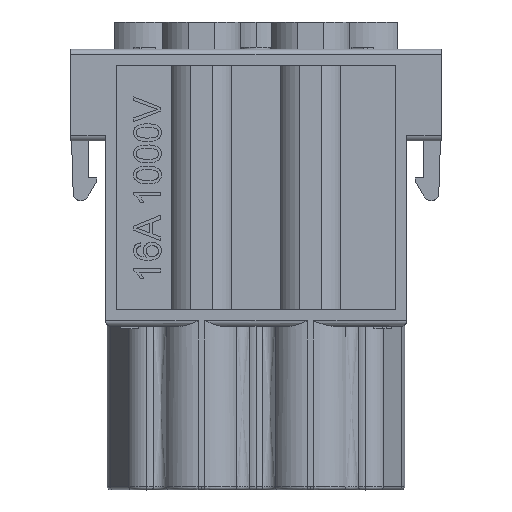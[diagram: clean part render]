
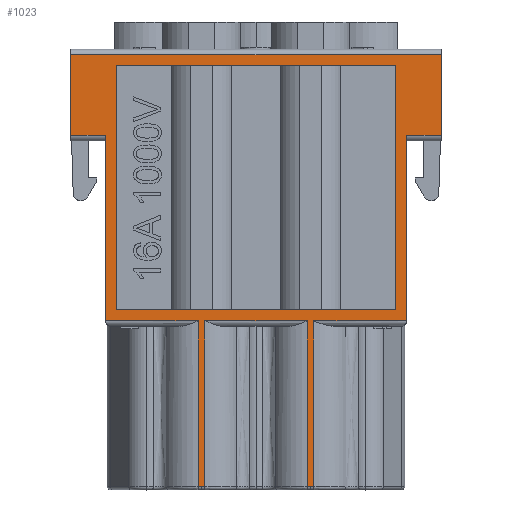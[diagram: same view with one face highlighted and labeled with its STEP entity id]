
A CAD part, left-side view. The second image highlights one B-rep face of the part: STEP entity #1023.
In plain terms, the highlighted planar face has unit normal (-1, 0, 0).
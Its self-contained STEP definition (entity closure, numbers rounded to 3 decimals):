
#232=FACE_BOUND('',#2284,.T.);
#233=FACE_BOUND('',#2285,.T.);
#656=PLANE('',#10392);
#1023=ADVANCED_FACE('',(#232,#233),#656,.F.);
#2284=EDGE_LOOP('',(#5190,#5191,#5192,#5193));
#2285=EDGE_LOOP('',(#5194,#5195,#5196,#5197,#5198,#5199,#5200,#5201,#5202,
#5203,#5204,#5205,#5206,#5207,#5208,#5209,#5210,#5211));
#3019=LINE('',#14941,#3886);
#3020=LINE('',#14943,#3887);
#3021=LINE('',#14946,#3888);
#3022=LINE('',#14948,#3889);
#3023=LINE('',#14950,#3890);
#3024=LINE('',#14951,#3891);
#3025=LINE('',#14954,#3892);
#3026=LINE('',#14956,#3893);
#3027=LINE('',#14958,#3894);
#3028=LINE('',#14960,#3895);
#3029=LINE('',#14962,#3896);
#3030=LINE('',#14964,#3897);
#3031=LINE('',#14966,#3898);
#3032=LINE('',#14968,#3899);
#3033=LINE('',#14970,#3900);
#3034=LINE('',#14972,#3901);
#3035=LINE('',#14974,#3902);
#3036=LINE('',#14976,#3903);
#3037=LINE('',#14978,#3904);
#3038=LINE('',#14980,#3905);
#3039=LINE('',#14982,#3906);
#3040=LINE('',#14983,#3907);
#3886=VECTOR('',#11625,1.);
#3887=VECTOR('',#11628,1.);
#3888=VECTOR('',#11629,1.);
#3889=VECTOR('',#11630,1.);
#3890=VECTOR('',#11631,1.);
#3891=VECTOR('',#11632,1.);
#3892=VECTOR('',#11633,1.);
#3893=VECTOR('',#11634,1.);
#3894=VECTOR('',#11635,1.);
#3895=VECTOR('',#11636,1.);
#3896=VECTOR('',#11637,1.);
#3897=VECTOR('',#11638,1.);
#3898=VECTOR('',#11639,1.);
#3899=VECTOR('',#11640,1.);
#3900=VECTOR('',#11641,1.);
#3901=VECTOR('',#11642,1.);
#3902=VECTOR('',#11643,1.);
#3903=VECTOR('',#11644,1.);
#3904=VECTOR('',#11645,1.);
#3905=VECTOR('',#11646,1.);
#3906=VECTOR('',#11647,1.);
#3907=VECTOR('',#11648,1.);
#5190=ORIENTED_EDGE('',*,*,#8857,.F.);
#5191=ORIENTED_EDGE('',*,*,#8858,.F.);
#5192=ORIENTED_EDGE('',*,*,#8859,.F.);
#5193=ORIENTED_EDGE('',*,*,#8860,.F.);
#5194=ORIENTED_EDGE('',*,*,#8861,.F.);
#5195=ORIENTED_EDGE('',*,*,#8862,.F.);
#5196=ORIENTED_EDGE('',*,*,#8863,.F.);
#5197=ORIENTED_EDGE('',*,*,#8864,.F.);
#5198=ORIENTED_EDGE('',*,*,#8865,.F.);
#5199=ORIENTED_EDGE('',*,*,#8866,.F.);
#5200=ORIENTED_EDGE('',*,*,#8867,.F.);
#5201=ORIENTED_EDGE('',*,*,#8868,.F.);
#5202=ORIENTED_EDGE('',*,*,#8869,.F.);
#5203=ORIENTED_EDGE('',*,*,#8870,.F.);
#5204=ORIENTED_EDGE('',*,*,#8871,.F.);
#5205=ORIENTED_EDGE('',*,*,#8872,.F.);
#5206=ORIENTED_EDGE('',*,*,#8873,.F.);
#5207=ORIENTED_EDGE('',*,*,#8874,.F.);
#5208=ORIENTED_EDGE('',*,*,#8875,.F.);
#5209=ORIENTED_EDGE('',*,*,#8876,.F.);
#5210=ORIENTED_EDGE('',*,*,#8856,.F.);
#5211=ORIENTED_EDGE('',*,*,#8877,.F.);
#7824=VERTEX_POINT('',#14938);
#7825=VERTEX_POINT('',#14940);
#7826=VERTEX_POINT('',#14944);
#7827=VERTEX_POINT('',#14945);
#7828=VERTEX_POINT('',#14947);
#7829=VERTEX_POINT('',#14949);
#7830=VERTEX_POINT('',#14952);
#7831=VERTEX_POINT('',#14953);
#7832=VERTEX_POINT('',#14955);
#7833=VERTEX_POINT('',#14957);
#7834=VERTEX_POINT('',#14959);
#7835=VERTEX_POINT('',#14961);
#7836=VERTEX_POINT('',#14963);
#7837=VERTEX_POINT('',#14965);
#7838=VERTEX_POINT('',#14967);
#7839=VERTEX_POINT('',#14969);
#7840=VERTEX_POINT('',#14971);
#7841=VERTEX_POINT('',#14973);
#7842=VERTEX_POINT('',#14975);
#7843=VERTEX_POINT('',#14977);
#7844=VERTEX_POINT('',#14979);
#7845=VERTEX_POINT('',#14981);
#8856=EDGE_CURVE('',#7825,#7824,#3019,.T.);
#8857=EDGE_CURVE('',#7826,#7827,#3020,.T.);
#8858=EDGE_CURVE('',#7828,#7826,#3021,.T.);
#8859=EDGE_CURVE('',#7829,#7828,#3022,.T.);
#8860=EDGE_CURVE('',#7827,#7829,#3023,.T.);
#8861=EDGE_CURVE('',#7830,#7831,#3024,.T.);
#8862=EDGE_CURVE('',#7832,#7830,#3025,.T.);
#8863=EDGE_CURVE('',#7833,#7832,#3026,.T.);
#8864=EDGE_CURVE('',#7834,#7833,#3027,.T.);
#8865=EDGE_CURVE('',#7835,#7834,#3028,.T.);
#8866=EDGE_CURVE('',#7836,#7835,#3029,.T.);
#8867=EDGE_CURVE('',#7837,#7836,#3030,.T.);
#8868=EDGE_CURVE('',#7838,#7837,#3031,.T.);
#8869=EDGE_CURVE('',#7839,#7838,#3032,.T.);
#8870=EDGE_CURVE('',#7840,#7839,#3033,.T.);
#8871=EDGE_CURVE('',#7841,#7840,#3034,.T.);
#8872=EDGE_CURVE('',#7842,#7841,#3035,.T.);
#8873=EDGE_CURVE('',#7843,#7842,#3036,.T.);
#8874=EDGE_CURVE('',#7844,#7843,#3037,.T.);
#8875=EDGE_CURVE('',#7845,#7844,#3038,.T.);
#8876=EDGE_CURVE('',#7824,#7845,#3039,.T.);
#8877=EDGE_CURVE('',#7831,#7825,#3040,.T.);
#10392=AXIS2_PLACEMENT_3D('',#14984,#11649,#11650);
#11625=DIRECTION('',(0.,1.,0.));
#11628=DIRECTION('',(0.,0.,1.));
#11629=DIRECTION('',(0.,-1.,0.));
#11630=DIRECTION('',(0.,0.,-1.));
#11631=DIRECTION('',(0.,1.,0.));
#11632=DIRECTION('',(0.,0.,-1.));
#11633=DIRECTION('',(0.,1.,0.));
#11634=DIRECTION('',(0.,0.,1.));
#11635=DIRECTION('',(0.,1.,0.));
#11636=DIRECTION('',(0.,1.,0.));
#11637=DIRECTION('',(0.,0.,-1.));
#11638=DIRECTION('',(0.,1.,0.));
#11639=DIRECTION('',(0.,0.,-1.));
#11640=DIRECTION('',(0.,1.,0.));
#11641=DIRECTION('',(0.,0.,-1.));
#11642=DIRECTION('',(0.,-1.,0.));
#11643=DIRECTION('',(0.,0.,1.));
#11644=DIRECTION('',(0.,1.,0.));
#11645=DIRECTION('',(0.,0.,1.));
#11646=DIRECTION('',(0.,1.,0.));
#11647=DIRECTION('',(0.,0.,1.));
#11648=DIRECTION('',(0.,1.,0.));
#11649=DIRECTION('',(1.,0.,0.));
#11650=DIRECTION('',(0.,-1.,0.));
#14938=CARTESIAN_POINT('',(-5.7,5.3,-14.7));
#14940=CARTESIAN_POINT('',(-5.7,5.,-14.7));
#14941=CARTESIAN_POINT('',(-5.7,5.,-14.7));
#14943=CARTESIAN_POINT('',(-5.7,-12.8,1.5));
#14944=CARTESIAN_POINT('',(-5.7,-12.8,1.5));
#14945=CARTESIAN_POINT('',(-5.7,-12.8,23.9));
#14946=CARTESIAN_POINT('',(-5.7,12.8,1.5));
#14947=CARTESIAN_POINT('',(-5.7,12.8,1.5));
#14948=CARTESIAN_POINT('',(-5.7,12.8,23.9));
#14949=CARTESIAN_POINT('',(-5.7,12.8,23.9));
#14950=CARTESIAN_POINT('',(-5.7,-12.8,23.9));
#14951=CARTESIAN_POINT('',(-5.7,4.7,0.5));
#14952=CARTESIAN_POINT('',(-5.7,4.7,0.5));
#14953=CARTESIAN_POINT('',(-5.7,4.7,-14.7));
#14954=CARTESIAN_POINT('',(-5.7,-4.7,0.5));
#14955=CARTESIAN_POINT('',(-5.7,-4.7,0.5));
#14956=CARTESIAN_POINT('',(-5.7,-4.7,-14.7));
#14957=CARTESIAN_POINT('',(-5.7,-4.7,-14.7));
#14958=CARTESIAN_POINT('',(-5.7,-5.,-14.7));
#14959=CARTESIAN_POINT('',(-5.7,-5.,-14.7));
#14960=CARTESIAN_POINT('',(-5.7,-5.3,-14.7));
#14961=CARTESIAN_POINT('',(-5.7,-5.3,-14.7));
#14962=CARTESIAN_POINT('',(-5.7,-5.3,0.5));
#14963=CARTESIAN_POINT('',(-5.7,-5.3,0.5));
#14964=CARTESIAN_POINT('',(-5.7,-13.8,0.5));
#14965=CARTESIAN_POINT('',(-5.7,-13.8,0.5));
#14966=CARTESIAN_POINT('',(-5.7,-13.8,17.5));
#14967=CARTESIAN_POINT('',(-5.7,-13.8,17.5));
#14968=CARTESIAN_POINT('',(-5.7,-17.,17.5));
#14969=CARTESIAN_POINT('',(-5.7,-17.,17.5));
#14970=CARTESIAN_POINT('',(-5.7,-17.,24.9));
#14971=CARTESIAN_POINT('',(-5.7,-17.,24.9));
#14972=CARTESIAN_POINT('',(-5.7,0.,24.9));
#14973=CARTESIAN_POINT('',(-5.7,17.,24.9));
#14974=CARTESIAN_POINT('',(-5.7,17.,17.5));
#14975=CARTESIAN_POINT('',(-5.7,17.,17.5));
#14976=CARTESIAN_POINT('',(-5.7,13.8,17.5));
#14977=CARTESIAN_POINT('',(-5.7,13.8,17.5));
#14978=CARTESIAN_POINT('',(-5.7,13.8,0.5));
#14979=CARTESIAN_POINT('',(-5.7,13.8,0.5));
#14980=CARTESIAN_POINT('',(-5.7,5.3,0.5));
#14981=CARTESIAN_POINT('',(-5.7,5.3,0.5));
#14982=CARTESIAN_POINT('',(-5.7,5.3,-14.7));
#14983=CARTESIAN_POINT('',(-5.7,4.7,-14.7));
#14984=CARTESIAN_POINT('',(-5.7,17.5,25.9));
